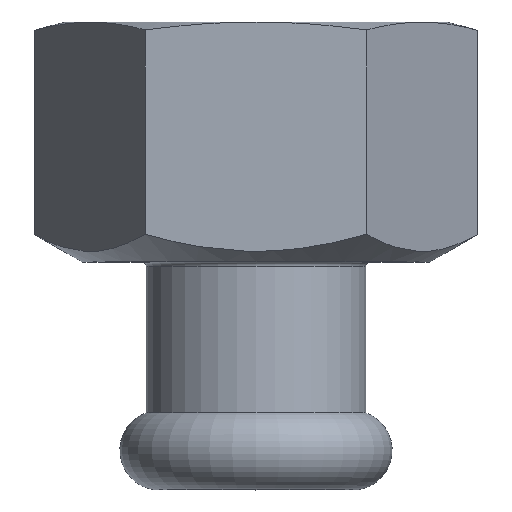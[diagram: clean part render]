
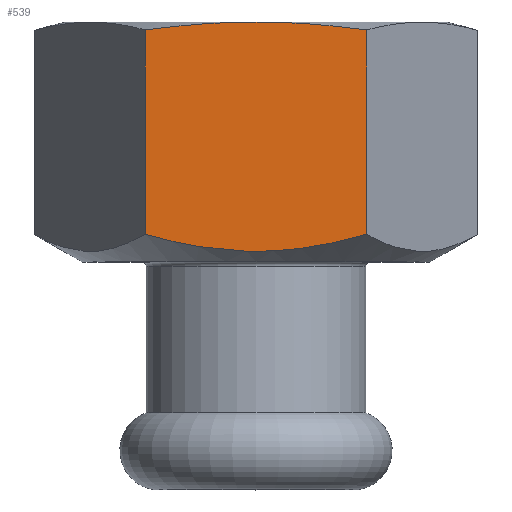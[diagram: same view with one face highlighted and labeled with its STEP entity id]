
A CAD part, top view. The second image highlights one B-rep face of the part: STEP entity #539.
In plain terms, the highlighted planar face has unit normal (0, 0, 1).
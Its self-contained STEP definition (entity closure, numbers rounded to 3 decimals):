
#18=(
BOUNDED_CURVE()
B_SPLINE_CURVE(2,(#938,#939,#940),.UNSPECIFIED.,.F.,.F.)
B_SPLINE_CURVE_WITH_KNOTS((3,3),(0.24,2.204),
 .UNSPECIFIED.)
CURVE()
GEOMETRIC_REPRESENTATION_ITEM()
RATIONAL_B_SPLINE_CURVE((1.044,1.206,1.044))
REPRESENTATION_ITEM('')
);
#19=(
BOUNDED_CURVE()
B_SPLINE_CURVE(2,(#942,#943,#944),.UNSPECIFIED.,.F.,.F.)
B_SPLINE_CURVE_WITH_KNOTS((3,3),(1.206,2.164),
 .UNSPECIFIED.)
CURVE()
GEOMETRIC_REPRESENTATION_ITEM()
RATIONAL_B_SPLINE_CURVE((1.,1.048,1.02))
REPRESENTATION_ITEM('')
);
#20=(
BOUNDED_CURVE()
B_SPLINE_CURVE(2,(#946,#947,#948),.UNSPECIFIED.,.F.,.F.)
B_SPLINE_CURVE_WITH_KNOTS((3,3),(0.248,1.206),
 .UNSPECIFIED.)
CURVE()
GEOMETRIC_REPRESENTATION_ITEM()
RATIONAL_B_SPLINE_CURVE((1.02,1.048,1.))
REPRESENTATION_ITEM('')
);
#50=PLANE('',#624);
#63=LINE('',#935,#79);
#64=LINE('',#949,#80);
#79=VECTOR('',#758,10.);
#80=VECTOR('',#761,10.);
#108=FACE_OUTER_BOUND('',#142,.T.);
#142=EDGE_LOOP('',(#418,#419,#420,#421,#422));
#243=VERTEX_POINT('',#921);
#246=VERTEX_POINT('',#931);
#247=VERTEX_POINT('',#937);
#248=VERTEX_POINT('',#941);
#249=VERTEX_POINT('',#945);
#311=EDGE_CURVE('',#246,#243,#63,.T.);
#312=EDGE_CURVE('',#243,#247,#18,.T.);
#313=EDGE_CURVE('',#248,#246,#19,.T.);
#314=EDGE_CURVE('',#249,#248,#20,.T.);
#315=EDGE_CURVE('',#249,#247,#64,.T.);
#418=ORIENTED_EDGE('',*,*,#312,.F.);
#419=ORIENTED_EDGE('',*,*,#311,.F.);
#420=ORIENTED_EDGE('',*,*,#313,.F.);
#421=ORIENTED_EDGE('',*,*,#314,.F.);
#422=ORIENTED_EDGE('',*,*,#315,.T.);
#539=ADVANCED_FACE('',(#108),#50,.T.);
#624=AXIS2_PLACEMENT_3D('',#936,#759,#760);
#758=DIRECTION('',(0.,-1.,0.));
#759=DIRECTION('center_axis',(0.,0.,1.));
#760=DIRECTION('ref_axis',(1.,0.,0.));
#761=DIRECTION('',(0.,-1.,0.));
#921=CARTESIAN_POINT('',(9.238,21.295,16.));
#931=CARTESIAN_POINT('',(9.238,38.337,16.));
#935=CARTESIAN_POINT('',(9.238,39.,16.));
#936=CARTESIAN_POINT('Origin',(-9.238,39.,16.));
#937=CARTESIAN_POINT('',(-9.238,21.295,16.));
#938=CARTESIAN_POINT('Ctrl Pts',(9.238,21.295,16.));
#939=CARTESIAN_POINT('Ctrl Pts',(0.,18.628,
16.));
#940=CARTESIAN_POINT('Ctrl Pts',(-9.238,21.295,16.));
#941=CARTESIAN_POINT('',(0.,39.,16.));
#942=CARTESIAN_POINT('Ctrl Pts',(0.,39.,16.));
#943=CARTESIAN_POINT('Ctrl Pts',(4.287,39.,16.));
#944=CARTESIAN_POINT('Ctrl Pts',(9.238,38.337,16.));
#945=CARTESIAN_POINT('',(-9.238,38.337,16.));
#946=CARTESIAN_POINT('Ctrl Pts',(-9.238,38.337,16.));
#947=CARTESIAN_POINT('Ctrl Pts',(-4.287,39.,16.));
#948=CARTESIAN_POINT('Ctrl Pts',(0.,39.,16.));
#949=CARTESIAN_POINT('',(-9.238,39.,16.));
